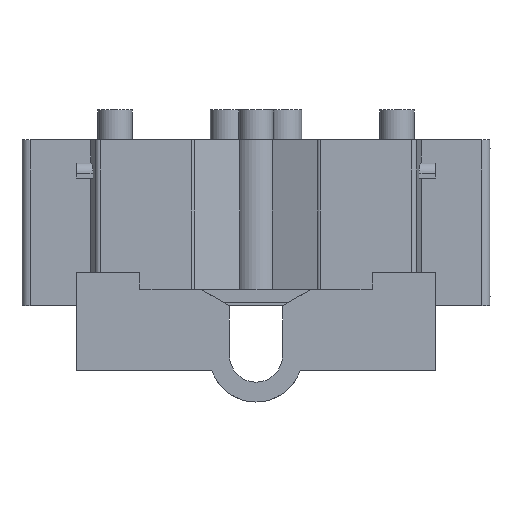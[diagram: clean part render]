
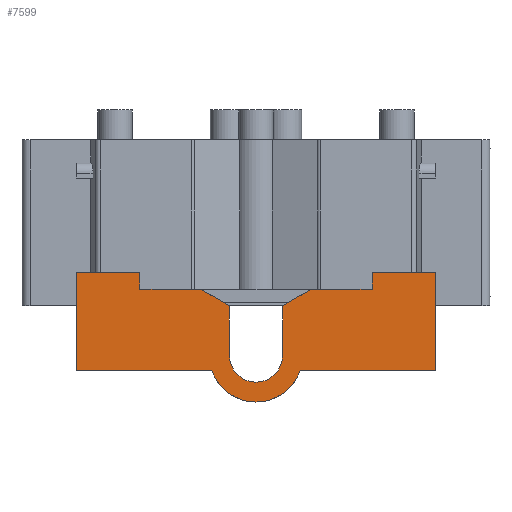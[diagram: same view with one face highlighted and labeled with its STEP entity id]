
A CAD part, front view. The second image highlights one B-rep face of the part: STEP entity #7599.
In plain terms, the highlighted planar face has unit normal (0, -1, 0).
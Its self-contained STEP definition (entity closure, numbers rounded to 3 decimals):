
#2323=DIRECTION('',(0.,0.,-1.));
#2324=VECTOR('',#2323,5.9);
#2325=CARTESIAN_POINT('',(10.812,0.,2.));
#2326=LINE('',#2325,#2324);
#2327=DIRECTION('',(-1.,0.,0.));
#2328=VECTOR('',#2327,8.161);
#2329=CARTESIAN_POINT('',(10.812,0.,
-3.9));
#2330=LINE('',#2329,#2328);
#2331=CARTESIAN_POINT('',(0.,0.,
-3.));
#2332=DIRECTION('',(0.,1.,0.));
#2333=DIRECTION('',(0.947,0.,-0.321));
#2334=AXIS2_PLACEMENT_3D('',#2331,#2332,#2333);
#2336=CARTESIAN_POINT('',(0.,0.,
-3.));
#2337=DIRECTION('',(0.,1.,0.));
#2338=DIRECTION('',(0.,0.,-1.));
#2339=AXIS2_PLACEMENT_3D('',#2336,#2337,#2338);
#2341=DIRECTION('',(-1.,0.,0.));
#2342=VECTOR('',#2341,8.161);
#2343=CARTESIAN_POINT('',(-2.651,0.,
-3.9));
#2344=LINE('',#2343,#2342);
#2345=DIRECTION('',(0.,0.,1.));
#2346=VECTOR('',#2345,5.9);
#2347=CARTESIAN_POINT('',(-10.812,0.,
-3.9));
#2348=LINE('',#2347,#2346);
#2349=DIRECTION('',(1.,0.,0.));
#2350=VECTOR('',#2349,3.812);
#2351=CARTESIAN_POINT('',(-10.812,0.,
2.));
#2352=LINE('',#2351,#2350);
#2353=DIRECTION('',(0.,0.,-1.));
#2354=VECTOR('',#2353,1.);
#2355=CARTESIAN_POINT('',(-7.,0.,
2.));
#2356=LINE('',#2355,#2354);
#2357=DIRECTION('',(1.,0.,0.));
#2358=VECTOR('',#2357,3.668);
#2359=CARTESIAN_POINT('',(-7.,0.,
1.));
#2360=LINE('',#2359,#2358);
#2361=DIRECTION('',(0.866,0.,-0.5));
#2362=VECTOR('',#2361,2.);
#2363=CARTESIAN_POINT('',(-3.332,0.,
1.));
#2364=LINE('',#2363,#2362);
#2365=DIRECTION('',(0.,0.,-1.));
#2366=VECTOR('',#2365,3.);
#2367=CARTESIAN_POINT('',(-1.6,0.,
0.));
#2368=LINE('',#2367,#2366);
#2369=CARTESIAN_POINT('',(0.,0.,
-3.));
#2370=DIRECTION('',(0.,-1.,0.));
#2371=DIRECTION('',(-1.,0.,0.));
#2372=AXIS2_PLACEMENT_3D('',#2369,#2370,#2371);
#2374=CARTESIAN_POINT('',(0.,0.,
-3.));
#2375=DIRECTION('',(0.,-1.,0.));
#2376=DIRECTION('',(0.,0.,-1.));
#2377=AXIS2_PLACEMENT_3D('',#2374,#2375,#2376);
#2379=DIRECTION('',(0.,0.,1.));
#2380=VECTOR('',#2379,3.);
#2381=CARTESIAN_POINT('',(1.6,0.,
-3.));
#2382=LINE('',#2381,#2380);
#2383=DIRECTION('',(0.866,0.,0.5));
#2384=VECTOR('',#2383,2.);
#2385=CARTESIAN_POINT('',(1.6,0.,
0.));
#2386=LINE('',#2385,#2384);
#2387=DIRECTION('',(1.,0.,0.));
#2388=VECTOR('',#2387,3.668);
#2389=CARTESIAN_POINT('',(3.332,0.,
1.));
#2390=LINE('',#2389,#2388);
#2391=DIRECTION('',(0.,0.,1.));
#2392=VECTOR('',#2391,1.);
#2393=CARTESIAN_POINT('',(7.,0.,
1.));
#2394=LINE('',#2393,#2392);
#2395=DIRECTION('',(1.,0.,0.));
#2396=VECTOR('',#2395,3.812);
#2397=CARTESIAN_POINT('',(7.,0.,2.));
#2398=LINE('',#2397,#2396);
#4025=CARTESIAN_POINT('',(7.,0.,2.));
#4026=CARTESIAN_POINT('',(10.812,0.,2.));
#4027=VERTEX_POINT('',#4025);
#4028=VERTEX_POINT('',#4026);
#4033=CARTESIAN_POINT('',(10.812,0.,
-3.9));
#4034=VERTEX_POINT('',#4033);
#4035=CARTESIAN_POINT('',(2.651,0.,
-3.9));
#4036=VERTEX_POINT('',#4035);
#4037=CARTESIAN_POINT('',(0.,0.,
-5.8));
#4038=CARTESIAN_POINT('',(-2.651,0.,
-3.9));
#4039=VERTEX_POINT('',#4037);
#4040=VERTEX_POINT('',#4038);
#4041=CARTESIAN_POINT('',(-10.812,0.,
-3.9));
#4042=VERTEX_POINT('',#4041);
#4043=CARTESIAN_POINT('',(-10.812,0.,
2.));
#4044=VERTEX_POINT('',#4043);
#4045=CARTESIAN_POINT('',(-7.,0.,
2.));
#4046=VERTEX_POINT('',#4045);
#4047=CARTESIAN_POINT('',(-7.,0.,
1.));
#4048=VERTEX_POINT('',#4047);
#4049=CARTESIAN_POINT('',(-3.332,0.,
1.));
#4050=VERTEX_POINT('',#4049);
#4051=CARTESIAN_POINT('',(-1.6,0.,
0.));
#4052=VERTEX_POINT('',#4051);
#4053=CARTESIAN_POINT('',(-1.6,0.,
-3.));
#4054=VERTEX_POINT('',#4053);
#4055=CARTESIAN_POINT('',(0.,0.,
-4.6));
#4056=VERTEX_POINT('',#4055);
#4057=CARTESIAN_POINT('',(1.6,0.,-3.));
#4058=VERTEX_POINT('',#4057);
#4059=CARTESIAN_POINT('',(1.6,0.,
0.));
#4060=VERTEX_POINT('',#4059);
#4061=CARTESIAN_POINT('',(3.332,0.,
1.));
#4062=VERTEX_POINT('',#4061);
#4063=CARTESIAN_POINT('',(7.,0.,
1.));
#4064=VERTEX_POINT('',#4063);
#7563=CARTESIAN_POINT('',(13.28,0.,10.));
#7564=DIRECTION('',(0.,1.,0.));
#7565=DIRECTION('',(-1.,0.,0.));
#7566=AXIS2_PLACEMENT_3D('',#7563,#7564,#7565);
#7567=PLANE('',#7566);
#7569=ORIENTED_EDGE('',*,*,#7568,.T.);
#7570=ORIENTED_EDGE('',*,*,#6038,.T.);
#7571=ORIENTED_EDGE('',*,*,#6061,.T.);
#7572=ORIENTED_EDGE('',*,*,#6059,.T.);
#7573=ORIENTED_EDGE('',*,*,#6081,.T.);
#7574=ORIENTED_EDGE('',*,*,#6438,.T.);
#7576=ORIENTED_EDGE('',*,*,#7575,.T.);
#7578=ORIENTED_EDGE('',*,*,#7577,.T.);
#7580=ORIENTED_EDGE('',*,*,#7579,.T.);
#7581=ORIENTED_EDGE('',*,*,#5993,.T.);
#7583=ORIENTED_EDGE('',*,*,#7582,.T.);
#7585=ORIENTED_EDGE('',*,*,#7584,.T.);
#7587=ORIENTED_EDGE('',*,*,#7586,.T.);
#7589=ORIENTED_EDGE('',*,*,#7588,.T.);
#7591=ORIENTED_EDGE('',*,*,#7590,.T.);
#7593=ORIENTED_EDGE('',*,*,#7592,.T.);
#7595=ORIENTED_EDGE('',*,*,#7594,.T.);
#7596=ORIENTED_EDGE('',*,*,#7548,.T.);
#7597=EDGE_LOOP('',(#7569,#7570,#7571,#7572,#7573,#7574,#7576,#7578,#7580,#7581,
#7583,#7585,#7587,#7589,#7591,#7593,#7595,#7596));
#7598=FACE_OUTER_BOUND('',#7597,.F.);
#7599=ADVANCED_FACE('',(#7598),#7567,.F.);
#2335=CIRCLE('',#2334,2.8);
#2340=CIRCLE('',#2339,2.8);
#2373=CIRCLE('',#2372,1.6);
#2378=CIRCLE('',#2377,1.6);
#5993=EDGE_CURVE('',#4050,#4052,#2364,.T.);
#6038=EDGE_CURVE('',#4034,#4036,#2330,.T.);
#6059=EDGE_CURVE('',#4039,#4040,#2340,.T.);
#6061=EDGE_CURVE('',#4036,#4039,#2335,.T.);
#6081=EDGE_CURVE('',#4040,#4042,#2344,.T.);
#6438=EDGE_CURVE('',#4042,#4044,#2348,.T.);
#7548=EDGE_CURVE('',#4027,#4028,#2398,.T.);
#7568=EDGE_CURVE('',#4028,#4034,#2326,.T.);
#7575=EDGE_CURVE('',#4044,#4046,#2352,.T.);
#7577=EDGE_CURVE('',#4046,#4048,#2356,.T.);
#7579=EDGE_CURVE('',#4048,#4050,#2360,.T.);
#7582=EDGE_CURVE('',#4052,#4054,#2368,.T.);
#7584=EDGE_CURVE('',#4054,#4056,#2373,.T.);
#7586=EDGE_CURVE('',#4056,#4058,#2378,.T.);
#7588=EDGE_CURVE('',#4058,#4060,#2382,.T.);
#7590=EDGE_CURVE('',#4060,#4062,#2386,.T.);
#7592=EDGE_CURVE('',#4062,#4064,#2390,.T.);
#7594=EDGE_CURVE('',#4064,#4027,#2394,.T.);
